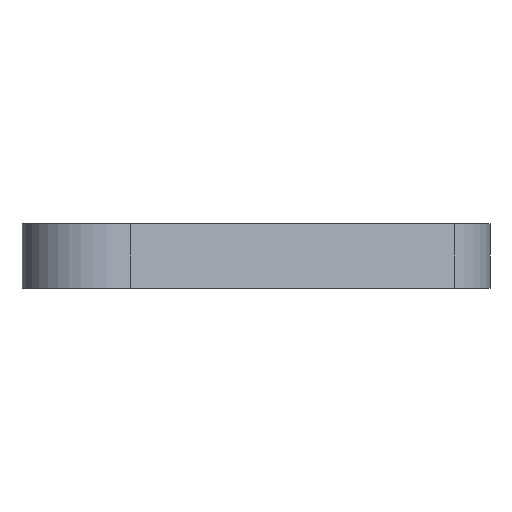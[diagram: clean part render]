
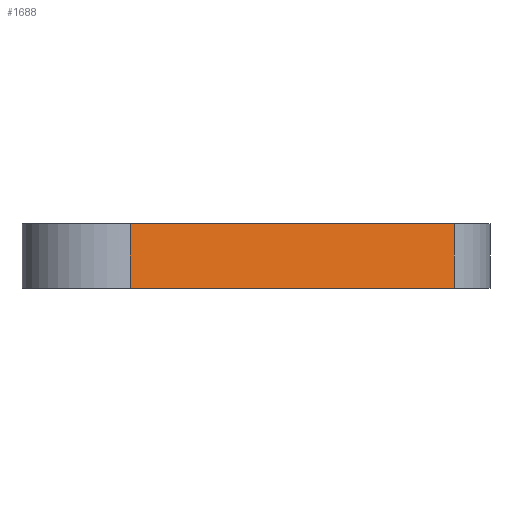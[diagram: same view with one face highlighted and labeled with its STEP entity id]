
A CAD part, left-side view. The second image highlights one B-rep face of the part: STEP entity #1688.
In plain terms, the highlighted planar face has unit normal (-0.866, -0.5, 0).
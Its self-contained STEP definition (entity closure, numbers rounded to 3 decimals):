
#198 = ORIENTED_EDGE ( 'NONE', *, *, #1697, .F. ) ;
#203 = ORIENTED_EDGE ( 'NONE', *, *, #2081, .T. ) ;
#322 = LINE ( 'NONE', #1098, #2419 ) ;
#323 = DIRECTION ( 'NONE',  ( -0.866, -0.5, 0. ) ) ;
#335 = DIRECTION ( 'NONE',  ( 0.5, -0.866, 0. ) ) ;
#380 = LINE ( 'NONE', #991, #776 ) ;
#519 = DIRECTION ( 'NONE',  ( 0.5, -0.866, 0. ) ) ;
#556 = CARTESIAN_POINT ( 'NONE',  ( -17.321, 10., 0. ) ) ;
#571 = VECTOR ( 'NONE', #2059, 1000. ) ;
#574 = VERTEX_POINT ( 'NONE', #880 ) ;
#630 = ORIENTED_EDGE ( 'NONE', *, *, #1010, .T. ) ;
#699 = AXIS2_PLACEMENT_3D ( 'NONE', #2274, #323, #335 ) ;
#722 = DIRECTION ( 'NONE',  ( 0., 0., -1. ) ) ;
#752 = ORIENTED_EDGE ( 'NONE', *, *, #1104, .T. ) ;
#776 = VECTOR ( 'NONE', #1377, 1000. ) ;
#839 = EDGE_LOOP ( 'NONE', ( #203, #752, #198, #630 ) ) ;
#880 = CARTESIAN_POINT ( 'NONE',  ( -13.856, 4., -3.6 ) ) ;
#930 = FACE_OUTER_BOUND ( 'NONE', #839, .T. ) ;
#946 = PLANE ( 'NONE',  #699 ) ;
#991 = CARTESIAN_POINT ( 'NONE',  ( -17.321, 10., -3.6 ) ) ;
#1010 = EDGE_CURVE ( 'NONE', #2392, #574, #322, .T. ) ;
#1016 = VERTEX_POINT ( 'NONE', #1145 ) ;
#1098 = CARTESIAN_POINT ( 'NONE',  ( -13.856, 4., -3.6 ) ) ;
#1104 = EDGE_CURVE ( 'NONE', #1016, #1788, #1501, .T. ) ;
#1145 = CARTESIAN_POINT ( 'NONE',  ( -3.464, -14., -3.6 ) ) ;
#1311 = VECTOR ( 'NONE', #519, 1000. ) ;
#1312 = CARTESIAN_POINT ( 'NONE',  ( -3.464, -14., -3.6 ) ) ;
#1324 = LINE ( 'NONE', #556, #1311 ) ;
#1377 = DIRECTION ( 'NONE',  ( 0.5, -0.866, 0. ) ) ;
#1501 = LINE ( 'NONE', #1312, #571 ) ;
#1688 = ADVANCED_FACE ( 'NONE', ( #930 ), #946, .T. ) ;
#1697 = EDGE_CURVE ( 'NONE', #2392, #1788, #1324, .T. ) ;
#1788 = VERTEX_POINT ( 'NONE', #1946 ) ;
#1946 = CARTESIAN_POINT ( 'NONE',  ( -3.464, -14., 0. ) ) ;
#2059 = DIRECTION ( 'NONE',  ( 0., 0., 1. ) ) ;
#2081 = EDGE_CURVE ( 'NONE', #574, #1016, #380, .T. ) ;
#2197 = CARTESIAN_POINT ( 'NONE',  ( -13.856, 4., 0. ) ) ;
#2274 = CARTESIAN_POINT ( 'NONE',  ( -17.321, 10., -3.6 ) ) ;
#2392 = VERTEX_POINT ( 'NONE', #2197 ) ;
#2419 = VECTOR ( 'NONE', #722, 1000. ) ;
